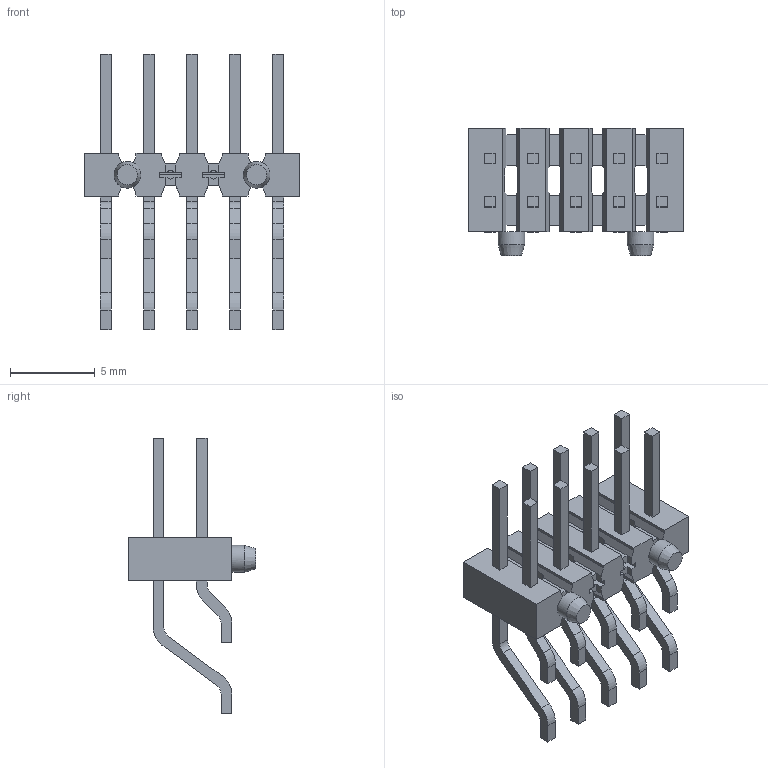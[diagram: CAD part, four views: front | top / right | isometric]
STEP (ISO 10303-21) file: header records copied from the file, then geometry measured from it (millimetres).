
FILE_DESCRIPTION( ( 'STEP AP214' ), ' ' );
FILE_NAME( 'TSM-105-01-T-DH-A.stp', '2018-02-18T15:42:10', ( '' ), ( '' ), ' ', 'PARTsolutions', ' ' );
FILE_SCHEMA( ( 'AUTOMOTIVE_DESIGN { 1 0 10303 214 1 1 1 1 }' ) );
Length unit declared in the file: inch
Products named in the file (3): TSM-105-01-T-DH-A; _TSM-105-01-DH-A_body; _T-1S6-09(-01-5-DH)
Assembly tree (2 placements, depth 2):
  TSM-105-01-T-DH-A
    _TSM-105-01-DH-A_body
    _T-1S6-09(-01-5-DH)
Bounding box: 12.7 x 7.49 x 16.26 mm (x, y, z)
Volume: 215.1 mm3; surface area: 849.9 mm2
Topology: 2 solids, 2 shells, 472 faces, 1338 edges, 878 vertices
Faces by surface type: plane 412, cylinder 58, cone 2
Full cylindrical faces by diameter (mm): 1.575 x2
Entity records: 18922 total; most frequent: CARTESIAN_POINT 2683, ORIENTED_EDGE 2664, DIRECTION 2406, EDGE_CURVE 1332, LINE 1208, VECTOR 1208, VERTEX_POINT 876, AXIS2_PLACEMENT_3D 599
